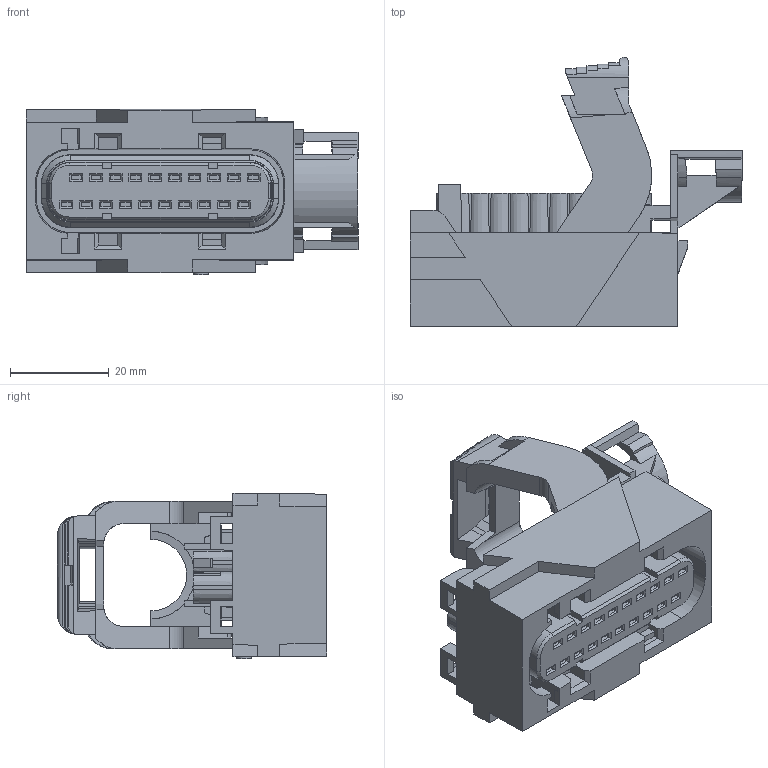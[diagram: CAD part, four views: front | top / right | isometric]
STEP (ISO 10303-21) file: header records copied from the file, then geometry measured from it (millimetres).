
FILE_DESCRIPTION(/* description */ (''),/* implementation_level */ '2;1');
FILE_NAME(/* name */ '15476346-ENV10_04-CONN.stp',/* time_stamp */ '2023-06-21T13:29:19+08:00',/* author */ (''),/* organization */ (''),/* preprocessor_version */ 'ST-DEVELOPER v16',/* originating_system */ 'SIEMENS PLM Software NX 11.0',/* authorisation */ '');
FILE_SCHEMA (('AUTOMOTIVE_DESIGN { 1 0 10303 214 3 1 1 1 }'));
Length unit declared in the file: millimetre
Products named in the file (1): 15476346-ENV10_04-CONN
Bounding box: 67.39 x 54.63 x 33.58 mm (x, y, z)
Volume: 36111.5 mm3; surface area: 18330.4 mm2
Topology: 1 solids, 1 shells, 765 faces, 2101 edges, 1362 vertices
Faces by surface type: plane 615, cylinder 100, cone 42, bspline 8
Full cylindrical faces by diameter (mm): 3 x1
Entity records: 24491 total; most frequent: CARTESIAN_POINT 4953, ORIENTED_EDGE 4198, DIRECTION 3852, EDGE_CURVE 2099, LINE 1658, VECTOR 1658, VERTEX_POINT 1361, AXIS2_PLACEMENT_3D 1097
